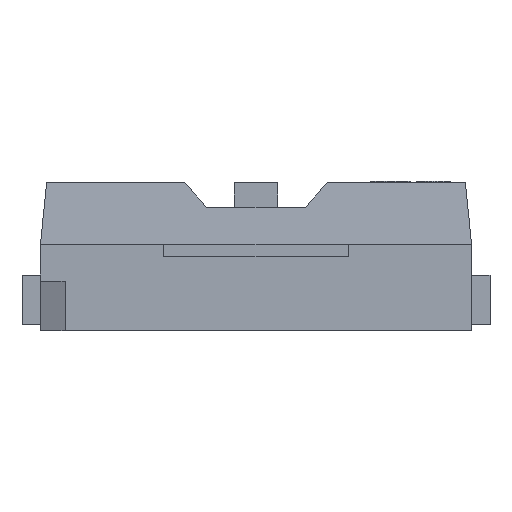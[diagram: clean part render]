
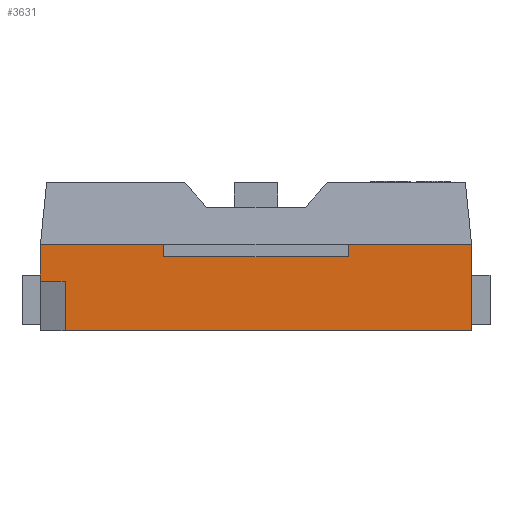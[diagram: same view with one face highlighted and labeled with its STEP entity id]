
A CAD part, top view. The second image highlights one B-rep face of the part: STEP entity #3631.
In plain terms, the highlighted planar face has unit normal (0, 0, 1).
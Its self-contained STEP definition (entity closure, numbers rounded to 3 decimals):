
#85 = ORIENTED_EDGE ( 'NONE', *, *, #6598, .T. ) ;
#168 = CARTESIAN_POINT ( 'NONE',  ( -1.55, 0.4, 0.6 ) ) ;
#225 = CARTESIAN_POINT ( 'NONE',  ( -0.75, 0.7, 0.6 ) ) ;
#468 = LINE ( 'NONE', #12135, #9944 ) ;
#489 = ORIENTED_EDGE ( 'NONE', *, *, #11077, .T. ) ;
#615 = CARTESIAN_POINT ( 'NONE',  ( -1.75, 0.7, 0.6 ) ) ;
#829 = DIRECTION ( 'NONE',  ( -1., 0., 0. ) ) ;
#976 = LINE ( 'NONE', #4098, #7317 ) ;
#1127 = VERTEX_POINT ( 'NONE', #4924 ) ;
#1159 = FACE_OUTER_BOUND ( 'NONE', #6590, .T. ) ;
#1440 = CARTESIAN_POINT ( 'NONE',  ( 0., 0., 0.6 ) ) ;
#1550 = EDGE_CURVE ( 'NONE', #11184, #1872, #1852, .T. ) ;
#1629 = AXIS2_PLACEMENT_3D ( 'NONE', #4441, #7391, #4365 ) ;
#1852 = LINE ( 'NONE', #8299, #2813 ) ;
#1872 = VERTEX_POINT ( 'NONE', #8341 ) ;
#1880 = EDGE_CURVE ( 'NONE', #5765, #11184, #11599, .T. ) ;
#1888 = ORIENTED_EDGE ( 'NONE', *, *, #1880, .T. ) ;
#1895 = CARTESIAN_POINT ( 'NONE',  ( 0., 0.7, 0.6 ) ) ;
#1939 = CARTESIAN_POINT ( 'NONE',  ( 1.75, 0., 0.6 ) ) ;
#2485 = VERTEX_POINT ( 'NONE', #5069 ) ;
#2813 = VECTOR ( 'NONE', #7220, 1000. ) ;
#3122 = LINE ( 'NONE', #11897, #10631 ) ;
#3541 = EDGE_CURVE ( 'NONE', #12161, #12780, #9469, .T. ) ;
#3631 = ADVANCED_FACE ( 'NONE', ( #1159 ), #4158, .T. ) ;
#4098 = CARTESIAN_POINT ( 'NONE',  ( 0., 0.7, 0.6 ) ) ;
#4158 = PLANE ( 'NONE',  #1629 ) ;
#4365 = DIRECTION ( 'NONE',  ( 1., 0., 0. ) ) ;
#4441 = CARTESIAN_POINT ( 'NONE',  ( 0., 0.7, 0.6 ) ) ;
#4483 = CARTESIAN_POINT ( 'NONE',  ( -1.55, 0.4, 0.6 ) ) ;
#4643 = DIRECTION ( 'NONE',  ( -1., 0., 0. ) ) ;
#4831 = VECTOR ( 'NONE', #10539, 1000. ) ;
#4924 = CARTESIAN_POINT ( 'NONE',  ( -0.75, 0.7, 0.6 ) ) ;
#5045 = EDGE_CURVE ( 'NONE', #12689, #12780, #3122, .T. ) ;
#5069 = CARTESIAN_POINT ( 'NONE',  ( -1.55, 0., 0.6 ) ) ;
#5081 = VECTOR ( 'NONE', #4643, 1000. ) ;
#5322 = VECTOR ( 'NONE', #10939, 1000. ) ;
#5765 = VERTEX_POINT ( 'NONE', #11311 ) ;
#6143 = DIRECTION ( 'NONE',  ( 0., -1., 0. ) ) ;
#6590 = EDGE_LOOP ( 'NONE', ( #85, #489, #10796, #7960, #7988, #6874, #9839, #7028, #1888, #8189 ) ) ;
#6598 = EDGE_CURVE ( 'NONE', #1872, #12045, #468, .T. ) ;
#6874 = ORIENTED_EDGE ( 'NONE', *, *, #9925, .T. ) ;
#7018 = EDGE_CURVE ( 'NONE', #5765, #11008, #9415, .T. ) ;
#7028 = ORIENTED_EDGE ( 'NONE', *, *, #7018, .F. ) ;
#7055 = CARTESIAN_POINT ( 'NONE',  ( -1.75, 0.7, 0.6 ) ) ;
#7067 = VECTOR ( 'NONE', #6143, 1000. ) ;
#7179 = LINE ( 'NONE', #168, #5322 ) ;
#7220 = DIRECTION ( 'NONE',  ( 0., -1., 0. ) ) ;
#7317 = VECTOR ( 'NONE', #829, 1000. ) ;
#7391 = DIRECTION ( 'NONE',  ( 0., 0., 1. ) ) ;
#7573 = LINE ( 'NONE', #225, #11890 ) ;
#7960 = ORIENTED_EDGE ( 'NONE', *, *, #3541, .T. ) ;
#7988 = ORIENTED_EDGE ( 'NONE', *, *, #5045, .F. ) ;
#8189 = ORIENTED_EDGE ( 'NONE', *, *, #1550, .T. ) ;
#8299 = CARTESIAN_POINT ( 'NONE',  ( 0.75, 0.7, 0.6 ) ) ;
#8341 = CARTESIAN_POINT ( 'NONE',  ( 0.75, 0.6, 0.6 ) ) ;
#8588 = DIRECTION ( 'NONE',  ( 0., 1., 0. ) ) ;
#9283 = CARTESIAN_POINT ( 'NONE',  ( -1.75, 0.4, 0.6 ) ) ;
#9353 = DIRECTION ( 'NONE',  ( 0., -1., 0. ) ) ;
#9415 = LINE ( 'NONE', #11614, #11771 ) ;
#9436 = EDGE_CURVE ( 'NONE', #1127, #12161, #976, .T. ) ;
#9469 = LINE ( 'NONE', #7055, #7067 ) ;
#9839 = ORIENTED_EDGE ( 'NONE', *, *, #12386, .F. ) ;
#9925 = EDGE_CURVE ( 'NONE', #12689, #2485, #7179, .T. ) ;
#9944 = VECTOR ( 'NONE', #12209, 1000. ) ;
#10539 = DIRECTION ( 'NONE',  ( -1., 0., 0. ) ) ;
#10631 = VECTOR ( 'NONE', #13004, 1000. ) ;
#10796 = ORIENTED_EDGE ( 'NONE', *, *, #9436, .T. ) ;
#10939 = DIRECTION ( 'NONE',  ( 0., -1., 0. ) ) ;
#11008 = VERTEX_POINT ( 'NONE', #1939 ) ;
#11077 = EDGE_CURVE ( 'NONE', #12045, #1127, #7573, .T. ) ;
#11156 = LINE ( 'NONE', #1440, #5081 ) ;
#11184 = VERTEX_POINT ( 'NONE', #13449 ) ;
#11311 = CARTESIAN_POINT ( 'NONE',  ( 1.75, 0.7, 0.6 ) ) ;
#11599 = LINE ( 'NONE', #1895, #4831 ) ;
#11614 = CARTESIAN_POINT ( 'NONE',  ( 1.75, 0.7, 0.6 ) ) ;
#11771 = VECTOR ( 'NONE', #9353, 1000. ) ;
#11890 = VECTOR ( 'NONE', #8588, 1000. ) ;
#11897 = CARTESIAN_POINT ( 'NONE',  ( 0., 0.4, 0.6 ) ) ;
#12045 = VERTEX_POINT ( 'NONE', #12076 ) ;
#12076 = CARTESIAN_POINT ( 'NONE',  ( -0.75, 0.6, 0.6 ) ) ;
#12135 = CARTESIAN_POINT ( 'NONE',  ( 0., 0.6, 0.6 ) ) ;
#12161 = VERTEX_POINT ( 'NONE', #615 ) ;
#12209 = DIRECTION ( 'NONE',  ( -1., 0., 0. ) ) ;
#12386 = EDGE_CURVE ( 'NONE', #11008, #2485, #11156, .T. ) ;
#12689 = VERTEX_POINT ( 'NONE', #4483 ) ;
#12780 = VERTEX_POINT ( 'NONE', #9283 ) ;
#13004 = DIRECTION ( 'NONE',  ( -1., 0., 0. ) ) ;
#13449 = CARTESIAN_POINT ( 'NONE',  ( 0.75, 0.7, 0.6 ) ) ;
